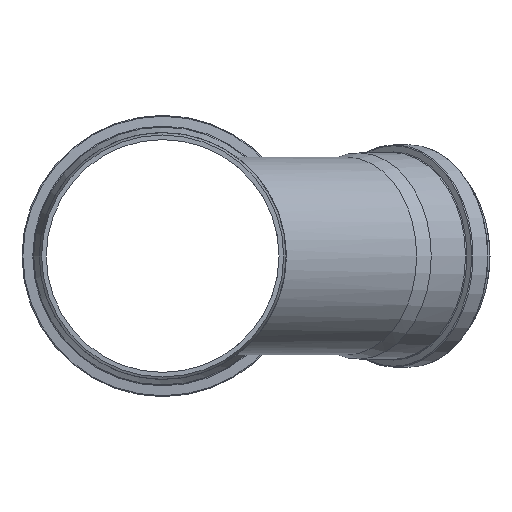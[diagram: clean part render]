
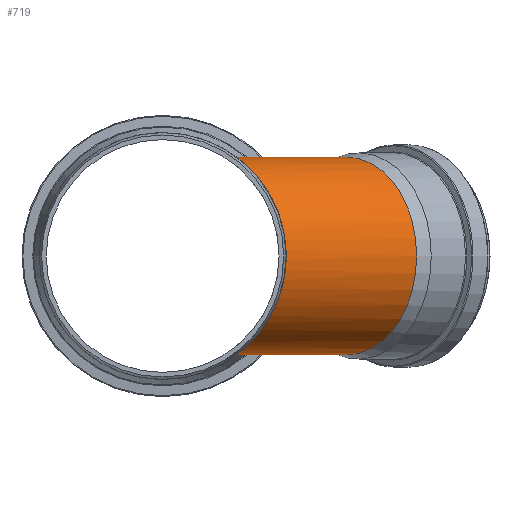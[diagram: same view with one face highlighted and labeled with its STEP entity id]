
A CAD part, front view. The second image highlights one B-rep face of the part: STEP entity #719.
In plain terms, the highlighted cylindrical face has radius 100.25 mm (diameter 200.5 mm), a partial arc.
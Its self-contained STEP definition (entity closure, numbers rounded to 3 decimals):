
#95=CYLINDRICAL_SURFACE('',#779,100.25);
#113=CIRCLE('',#777,100.25);
#188=FACE_OUTER_BOUND('',#250,.T.);
#250=EDGE_LOOP('',(#580,#581,#582,#583));
#373=B_SPLINE_CURVE_WITH_KNOTS('',3,(#1761,#1762,#1763,#1764,#1765,#1766,
#1767,#1768,#1769,#1770,#1771,#1772,#1773,#1774,#1775,#1776,#1777,#1778,
#1779,#1780,#1781,#1782,#1783,#1784,#1785,#1786,#1787,#1788,#1789,#1790,
#1791,#1792,#1793,#1794,#1795,#1796),.UNSPECIFIED.,.F.,.F.,(4,1,1,1,1,1,
1,1,1,1,1,1,1,1,1,1,1,1,1,1,1,1,1,1,1,1,1,1,1,1,1,1,1,4),(1.083,
2.391,3.699,6.316,8.933,11.55,
15.039,18.529,20.274,22.018,23.181,
25.508,27.252,28.997,30.742,32.486,
35.976,37.72,39.465,42.954,46.444,
48.188,49.933,51.678,53.422,55.167,
56.912,60.401,63.89,66.507,69.124,
71.741,73.05,74.358),.UNSPECIFIED.);
#376=B_SPLINE_CURVE_WITH_KNOTS('',3,(#1855,#1856,#1857,#1858,#1859,#1860,
#1861,#1862),.UNSPECIFIED.,.F.,.F.,(4,2,2,4),(0.292,0.293,
0.295,0.298),.UNSPECIFIED.);
#379=B_SPLINE_CURVE_WITH_KNOTS('',3,(#1901,#1902,#1903,#1904,#1905,#1906,
#1907,#1908),.UNSPECIFIED.,.F.,.F.,(4,2,2,4),(0.,0.005,0.008,
0.009),.UNSPECIFIED.);
#399=VERTEX_POINT('',#1734);
#400=VERTEX_POINT('',#1760);
#401=VERTEX_POINT('',#1850);
#403=VERTEX_POINT('',#1900);
#473=EDGE_CURVE('',#399,#400,#373,.T.);
#476=EDGE_CURVE('',#399,#401,#376,.T.);
#479=EDGE_CURVE('',#403,#400,#379,.T.);
#486=EDGE_CURVE('',#401,#403,#113,.T.);
#580=ORIENTED_EDGE('',*,*,#479,.T.);
#581=ORIENTED_EDGE('',*,*,#473,.F.);
#582=ORIENTED_EDGE('',*,*,#476,.T.);
#583=ORIENTED_EDGE('',*,*,#486,.T.);
#719=ADVANCED_FACE('',(#188),#95,.T.);
#777=AXIS2_PLACEMENT_3D('',#1996,#891,#892);
#779=AXIS2_PLACEMENT_3D('',#1998,#895,#896);
#891=DIRECTION('center_axis',(-0.707,-0.707,0.));
#892=DIRECTION('ref_axis',(0.707,-0.707,0.));
#895=DIRECTION('center_axis',(-0.707,-0.707,0.));
#896=DIRECTION('ref_axis',(0.707,-0.707,0.));
#1734=CARTESIAN_POINT('',(120.632,-6.116,-35.905));
#1760=CARTESIAN_POINT('',(120.632,-6.116,35.905));
#1761=CARTESIAN_POINT('Ctrl Pts',(120.632,-6.116,-35.905));
#1762=CARTESIAN_POINT('Ctrl Pts',(119.655,-8.849,-39.143));
#1763=CARTESIAN_POINT('Ctrl Pts',(117.545,-14.779,-45.189));
#1764=CARTESIAN_POINT('Ctrl Pts',(112.956,-27.844,-55.776));
#1765=CARTESIAN_POINT('Ctrl Pts',(106.83,-45.683,-66.697));
#1766=CARTESIAN_POINT('Ctrl Pts',(99.343,-68.493,-77.168));
#1767=CARTESIAN_POINT('Ctrl Pts',(91.27,-94.804,-86.446));
#1768=CARTESIAN_POINT('Ctrl Pts',(83.145,-124.746,-94.116));
#1769=CARTESIAN_POINT('Ctrl Pts',(77.46,-152.941,-98.616));
#1770=CARTESIAN_POINT('Ctrl Pts',(75.135,-176.012,-100.321));
#1771=CARTESIAN_POINT('Ctrl Pts',(75.133,-191.536,-100.306));
#1772=CARTESIAN_POINT('Ctrl Pts',(77.08,-208.794,-98.803));
#1773=CARTESIAN_POINT('Ctrl Pts',(81.966,-225.281,-94.96));
#1774=CARTESIAN_POINT('Ctrl Pts',(90.612,-240.729,-86.842));
#1775=CARTESIAN_POINT('Ctrl Pts',(99.386,-251.988,-76.783));
#1776=CARTESIAN_POINT('Ctrl Pts',(107.914,-260.815,-64.371));
#1777=CARTESIAN_POINT('Ctrl Pts',(117.795,-269.679,-45.275));
#1778=CARTESIAN_POINT('Ctrl Pts',(124.168,-274.599,-23.172));
#1779=CARTESIAN_POINT('Ctrl Pts',(125.767,-275.835,-0.001));
#1780=CARTESIAN_POINT('Ctrl Pts',(124.161,-274.6,23.174));
#1781=CARTESIAN_POINT('Ctrl Pts',(116.229,-268.442,50.797));
#1782=CARTESIAN_POINT('Ctrl Pts',(102.339,-255.738,73.424));
#1783=CARTESIAN_POINT('Ctrl Pts',(90.597,-240.729,86.845));
#1784=CARTESIAN_POINT('Ctrl Pts',(82.849,-226.828,94.143));
#1785=CARTESIAN_POINT('Ctrl Pts',(77.504,-210.703,98.494));
#1786=CARTESIAN_POINT('Ctrl Pts',(75.121,-193.473,100.308));
#1787=CARTESIAN_POINT('Ctrl Pts',(75.14,-176.014,100.319));
#1788=CARTESIAN_POINT('Ctrl Pts',(77.458,-152.94,98.616));
#1789=CARTESIAN_POINT('Ctrl Pts',(83.146,-124.747,94.116));
#1790=CARTESIAN_POINT('Ctrl Pts',(91.269,-94.804,86.446));
#1791=CARTESIAN_POINT('Ctrl Pts',(99.343,-68.493,77.168));
#1792=CARTESIAN_POINT('Ctrl Pts',(106.83,-45.682,66.697));
#1793=CARTESIAN_POINT('Ctrl Pts',(112.956,-27.844,55.776));
#1794=CARTESIAN_POINT('Ctrl Pts',(117.545,-14.779,45.189));
#1795=CARTESIAN_POINT('Ctrl Pts',(119.655,-8.849,39.143));
#1796=CARTESIAN_POINT('Ctrl Pts',(120.632,-6.116,35.905));
#1850=CARTESIAN_POINT('',(120.674,-6.115,-35.982));
#1855=CARTESIAN_POINT('Ctrl Pts',(120.632,-6.116,-35.905));
#1856=CARTESIAN_POINT('Ctrl Pts',(120.637,-6.114,-35.909));
#1857=CARTESIAN_POINT('Ctrl Pts',(120.641,-6.112,-35.914));
#1858=CARTESIAN_POINT('Ctrl Pts',(120.652,-6.108,-35.928));
#1859=CARTESIAN_POINT('Ctrl Pts',(120.657,-6.108,-35.937));
#1860=CARTESIAN_POINT('Ctrl Pts',(120.667,-6.11,-35.958));
#1861=CARTESIAN_POINT('Ctrl Pts',(120.671,-6.112,-35.971));
#1862=CARTESIAN_POINT('Ctrl Pts',(120.674,-6.115,-35.982));
#1900=CARTESIAN_POINT('',(120.674,-6.115,35.982));
#1901=CARTESIAN_POINT('Ctrl Pts',(120.674,-6.115,35.982));
#1902=CARTESIAN_POINT('Ctrl Pts',(120.67,-6.111,35.967));
#1903=CARTESIAN_POINT('Ctrl Pts',(120.664,-6.108,35.951));
#1904=CARTESIAN_POINT('Ctrl Pts',(120.651,-6.109,35.927));
#1905=CARTESIAN_POINT('Ctrl Pts',(120.645,-6.11,35.918));
#1906=CARTESIAN_POINT('Ctrl Pts',(120.636,-6.114,35.909));
#1907=CARTESIAN_POINT('Ctrl Pts',(120.634,-6.115,35.907));
#1908=CARTESIAN_POINT('Ctrl Pts',(120.632,-6.116,35.905));
#1996=CARTESIAN_POINT('Origin',(186.838,-72.279,0.));
#1998=CARTESIAN_POINT('Origin',(93.419,-165.699,0.));
